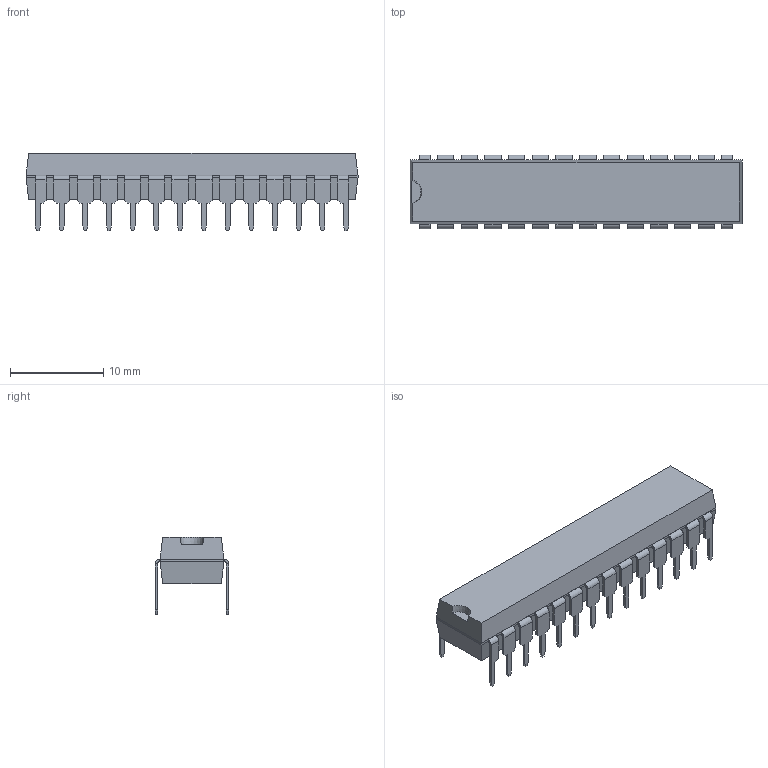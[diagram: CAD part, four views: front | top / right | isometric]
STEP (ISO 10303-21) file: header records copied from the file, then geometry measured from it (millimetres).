
FILE_DESCRIPTION(('STEP AP214'), '1');
FILE_NAME('MS-001BF', '', ('UNSPECIFIED'), ('UNSPECIFIED'), 'ASCON STEP Converter 1.3', 'ASCON Math Kernel', '');
FILE_SCHEMA(('AUTOMOTIVE_DESIGN { 1 0 10303 214 3 1 1}'));
Length unit declared in the file: millimetre
Bounding box: 35.56 x 7.87 x 8.28 mm (x, y, z)
Volume: 1196.4 mm3; surface area: 1356.7 mm2
Topology: 29 solids, 29 shells, 620 faces, 1454 edges, 892 vertices
Faces by surface type: plane 563, cylinder 56, cone 1
Entity records: 22586 total; most frequent: CARTESIAN_POINT 2975, ORIENTED_EDGE 2908, DIRECTION 2808, EDGE_CURVE 1454, LINE 1338, VECTOR 1338, VERTEX_POINT 892, AXIS2_PLACEMENT_3D 735
